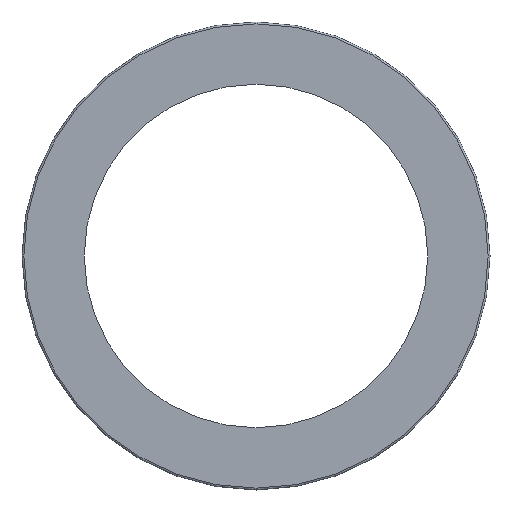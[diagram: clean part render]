
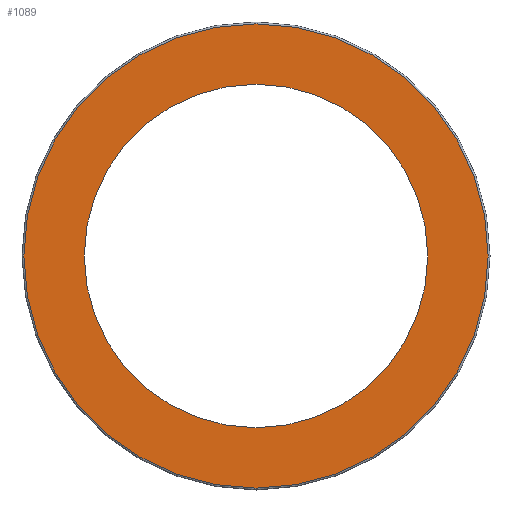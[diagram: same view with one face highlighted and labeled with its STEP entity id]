
A CAD part, left-side view. The second image highlights one B-rep face of the part: STEP entity #1089.
In plain terms, the highlighted planar face has unit normal (-1, 0, 0).
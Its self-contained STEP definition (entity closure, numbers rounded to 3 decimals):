
#7 = EDGE_LOOP ( 'NONE', ( #1331 ) ) ;
#111 = CARTESIAN_POINT ( 'NONE',  ( 0., 0., -37.2 ) ) ;
#345 = AXIS2_PLACEMENT_3D ( 'NONE', #1205, #1598, #1744 ) ;
#382 = FACE_BOUND ( 'NONE', #1381, .T. ) ;
#397 = DIRECTION ( 'NONE',  ( 1., 0., 0. ) ) ;
#428 = DIRECTION ( 'NONE',  ( 0., 0., -1. ) ) ;
#533 = CARTESIAN_POINT ( 'NONE',  ( 0., 0., 0. ) ) ;
#659 = PLANE ( 'NONE',  #345 ) ;
#670 = DIRECTION ( 'NONE',  ( 0., 0., -1. ) ) ;
#731 = DIRECTION ( 'NONE',  ( 1., 0., 0. ) ) ;
#744 = ORIENTED_EDGE ( 'NONE', *, *, #1315, .T. ) ;
#747 = AXIS2_PLACEMENT_3D ( 'NONE', #1266, #731, #428 ) ;
#772 = VERTEX_POINT ( 'NONE', #111 ) ;
#789 = VERTEX_POINT ( 'NONE', #1606 ) ;
#881 = CIRCLE ( 'NONE', #884, 37.2 ) ;
#884 = AXIS2_PLACEMENT_3D ( 'NONE', #533, #397, #670 ) ;
#1089 = ADVANCED_FACE ( 'NONE', ( #382, #1448 ), #659, .T. ) ;
#1205 = CARTESIAN_POINT ( 'NONE',  ( 0., 27.525, 0. ) ) ;
#1266 = CARTESIAN_POINT ( 'NONE',  ( 0., 0., 0. ) ) ;
#1315 = EDGE_CURVE ( 'NONE', #789, #789, #1539, .T. ) ;
#1331 = ORIENTED_EDGE ( 'NONE', *, *, #1725, .F. ) ;
#1381 = EDGE_LOOP ( 'NONE', ( #744 ) ) ;
#1448 = FACE_OUTER_BOUND ( 'NONE', #7, .T. ) ;
#1539 = CIRCLE ( 'NONE', #747, 27.525 ) ;
#1598 = DIRECTION ( 'NONE',  ( -1., 0., 0. ) ) ;
#1606 = CARTESIAN_POINT ( 'NONE',  ( 0., 0., -27.525 ) ) ;
#1725 = EDGE_CURVE ( 'NONE', #772, #772, #881, .T. ) ;
#1744 = DIRECTION ( 'NONE',  ( 0., 0., 1. ) ) ;
